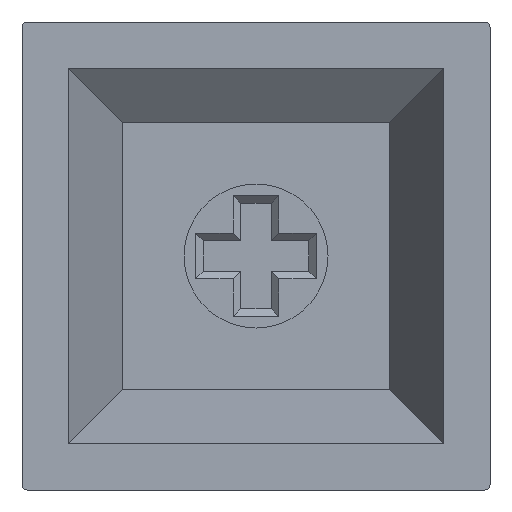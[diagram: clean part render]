
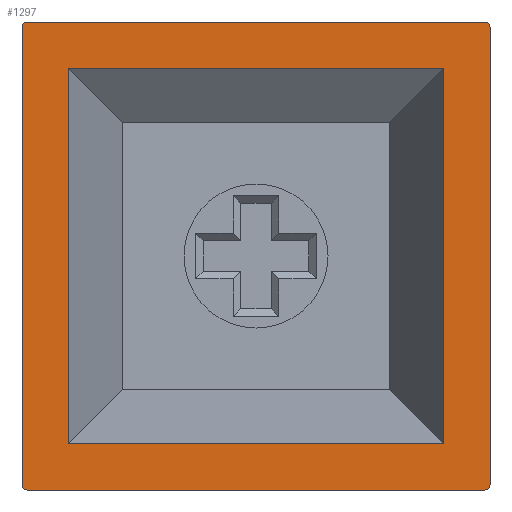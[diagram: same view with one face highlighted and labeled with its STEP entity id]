
A CAD part, front view. The second image highlights one B-rep face of the part: STEP entity #1297.
In plain terms, the highlighted planar face has unit normal (0, -1, 0).
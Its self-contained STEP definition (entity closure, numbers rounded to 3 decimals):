
#52=FACE_BOUND('',#221,.T.);
#66=CIRCLE('',#1386,0.2);
#67=CIRCLE('',#1389,0.2);
#68=CIRCLE('',#1390,0.2);
#69=CIRCLE('',#1391,0.2);
#138=FACE_OUTER_BOUND('',#220,.T.);
#220=EDGE_LOOP('',(#1129,#1130,#1131,#1132,#1133,#1134,#1135,#1136));
#221=EDGE_LOOP('',(#1137,#1138,#1139,#1140));
#356=LINE('',#2647,#504);
#359=LINE('',#2652,#507);
#361=LINE('',#2656,#509);
#363=LINE('',#2659,#511);
#366=LINE('',#2668,#514);
#368=LINE('',#2672,#516);
#369=LINE('',#2676,#517);
#370=LINE('',#2680,#518);
#504=VECTOR('',#1679,10.);
#507=VECTOR('',#1684,10.);
#509=VECTOR('',#1688,10.);
#511=VECTOR('',#1692,10.);
#514=VECTOR('',#1701,10.);
#516=VECTOR('',#1705,10.);
#517=VECTOR('',#1708,10.);
#518=VECTOR('',#1711,10.);
#625=VERTEX_POINT('',#2645);
#626=VERTEX_POINT('',#2646);
#627=VERTEX_POINT('',#2651);
#628=VERTEX_POINT('',#2655);
#629=VERTEX_POINT('',#2661);
#630=VERTEX_POINT('',#2663);
#631=VERTEX_POINT('',#2667);
#632=VERTEX_POINT('',#2671);
#633=VERTEX_POINT('',#2673);
#634=VERTEX_POINT('',#2675);
#635=VERTEX_POINT('',#2677);
#636=VERTEX_POINT('',#2679);
#789=EDGE_CURVE('',#625,#626,#356,.T.);
#792=EDGE_CURVE('',#626,#627,#359,.T.);
#794=EDGE_CURVE('',#627,#628,#361,.T.);
#796=EDGE_CURVE('',#628,#625,#363,.T.);
#798=EDGE_CURVE('',#629,#630,#66,.T.);
#800=EDGE_CURVE('',#630,#631,#366,.T.);
#802=EDGE_CURVE('',#632,#629,#368,.T.);
#803=EDGE_CURVE('',#633,#632,#67,.T.);
#804=EDGE_CURVE('',#634,#633,#369,.T.);
#805=EDGE_CURVE('',#635,#634,#68,.T.);
#806=EDGE_CURVE('',#636,#635,#370,.T.);
#807=EDGE_CURVE('',#631,#636,#69,.T.);
#1129=ORIENTED_EDGE('',*,*,#798,.F.);
#1130=ORIENTED_EDGE('',*,*,#802,.F.);
#1131=ORIENTED_EDGE('',*,*,#803,.F.);
#1132=ORIENTED_EDGE('',*,*,#804,.F.);
#1133=ORIENTED_EDGE('',*,*,#805,.F.);
#1134=ORIENTED_EDGE('',*,*,#806,.F.);
#1135=ORIENTED_EDGE('',*,*,#807,.F.);
#1136=ORIENTED_EDGE('',*,*,#800,.F.);
#1137=ORIENTED_EDGE('',*,*,#789,.T.);
#1138=ORIENTED_EDGE('',*,*,#792,.T.);
#1139=ORIENTED_EDGE('',*,*,#794,.T.);
#1140=ORIENTED_EDGE('',*,*,#796,.T.);
#1225=PLANE('',#1388);
#1297=ADVANCED_FACE('',(#138,#52),#1225,.F.);
#1386=AXIS2_PLACEMENT_3D('',#2664,#1696,#1697);
#1388=AXIS2_PLACEMENT_3D('',#2670,#1703,#1704);
#1389=AXIS2_PLACEMENT_3D('',#2674,#1706,#1707);
#1390=AXIS2_PLACEMENT_3D('',#2678,#1709,#1710);
#1391=AXIS2_PLACEMENT_3D('',#2681,#1712,#1713);
#1679=DIRECTION('',(1.,0.,0.));
#1684=DIRECTION('',(0.,0.,-1.));
#1688=DIRECTION('',(-1.,0.,0.));
#1692=DIRECTION('',(0.,0.,1.));
#1696=DIRECTION('center_axis',(0.,1.,0.));
#1697=DIRECTION('ref_axis',(0.707,0.,0.707));
#1701=DIRECTION('',(0.,0.,-1.));
#1703=DIRECTION('center_axis',(0.,1.,0.));
#1704=DIRECTION('ref_axis',(1.,0.,0.));
#1705=DIRECTION('',(1.,0.,0.));
#1706=DIRECTION('center_axis',(0.,1.,0.));
#1707=DIRECTION('ref_axis',(-0.707,0.,0.707));
#1708=DIRECTION('',(0.,0.,1.));
#1709=DIRECTION('center_axis',(0.,1.,0.));
#1710=DIRECTION('ref_axis',(-0.707,0.,-0.707));
#1711=DIRECTION('',(-1.,0.,0.));
#1712=DIRECTION('center_axis',(0.,1.,0.));
#1713=DIRECTION('ref_axis',(0.707,0.,-0.707));
#2645=CARTESIAN_POINT('',(-7.3,0.,7.3));
#2646=CARTESIAN_POINT('',(7.3,0.,7.3));
#2647=CARTESIAN_POINT('',(-3.65,0.,7.3));
#2651=CARTESIAN_POINT('',(7.3,0.,-7.3));
#2652=CARTESIAN_POINT('',(7.3,0.,3.65));
#2655=CARTESIAN_POINT('',(-7.3,0.,-7.3));
#2656=CARTESIAN_POINT('',(3.65,0.,-7.3));
#2659=CARTESIAN_POINT('',(-7.3,0.,-3.65));
#2661=CARTESIAN_POINT('',(8.9,0.,9.1));
#2663=CARTESIAN_POINT('',(9.1,0.,8.9));
#2664=CARTESIAN_POINT('Origin',(8.9,0.,8.9));
#2667=CARTESIAN_POINT('',(9.1,0.,-8.9));
#2668=CARTESIAN_POINT('',(9.1,0.,9.1));
#2670=CARTESIAN_POINT('Origin',(0.,0.,0.));
#2671=CARTESIAN_POINT('',(-8.9,0.,9.1));
#2672=CARTESIAN_POINT('',(-9.1,0.,9.1));
#2673=CARTESIAN_POINT('',(-9.1,0.,8.9));
#2674=CARTESIAN_POINT('Origin',(-8.9,0.,8.9));
#2675=CARTESIAN_POINT('',(-9.1,0.,-8.9));
#2676=CARTESIAN_POINT('',(-9.1,0.,-9.1));
#2677=CARTESIAN_POINT('',(-8.9,0.,-9.1));
#2678=CARTESIAN_POINT('Origin',(-8.9,0.,-8.9));
#2679=CARTESIAN_POINT('',(8.9,0.,-9.1));
#2680=CARTESIAN_POINT('',(9.1,0.,-9.1));
#2681=CARTESIAN_POINT('Origin',(8.9,0.,-8.9));
